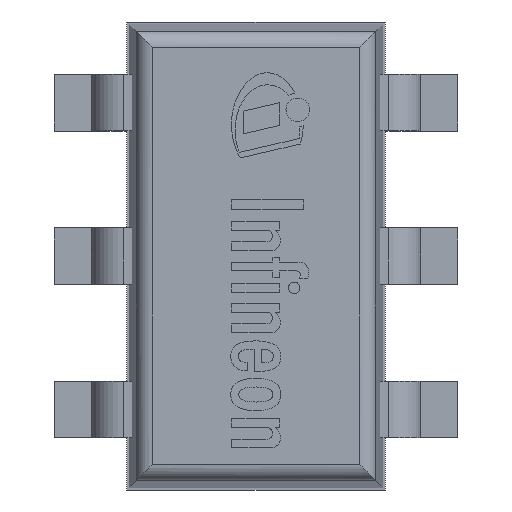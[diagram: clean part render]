
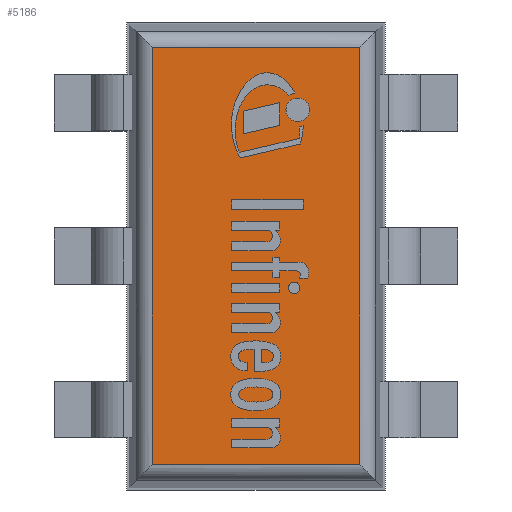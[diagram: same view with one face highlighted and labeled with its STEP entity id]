
A CAD part, top view. The second image highlights one B-rep face of the part: STEP entity #5186.
In plain terms, the highlighted planar face has unit normal (0, 0, 1).
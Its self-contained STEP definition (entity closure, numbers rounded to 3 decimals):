
#343=PLANE('',#5518);
#506=FACE_OUTER_BOUND('',#812,.T.);
#812=EDGE_LOOP('',(#3477,#3478,#3479,#3480));
#1129=LINE('',#7829,#1632);
#1131=LINE('',#7835,#1634);
#1132=LINE('',#7837,#1635);
#1133=LINE('',#7838,#1636);
#1632=VECTOR('',#6136,1.);
#1634=VECTOR('',#6142,1.);
#1635=VECTOR('',#6143,1.);
#1636=VECTOR('',#6144,1.);
#2143=VERTEX_POINT('',#7826);
#2144=VERTEX_POINT('',#7828);
#2146=VERTEX_POINT('',#7834);
#2147=VERTEX_POINT('',#7836);
#2674=EDGE_CURVE('',#2143,#2144,#1129,.T.);
#2677=EDGE_CURVE('',#2143,#2146,#1131,.T.);
#2678=EDGE_CURVE('',#2147,#2146,#1132,.T.);
#2679=EDGE_CURVE('',#2144,#2147,#1133,.T.);
#3477=ORIENTED_EDGE('',*,*,#2674,.F.);
#3478=ORIENTED_EDGE('',*,*,#2677,.T.);
#3479=ORIENTED_EDGE('',*,*,#2678,.F.);
#3480=ORIENTED_EDGE('',*,*,#2679,.F.);
#5186=ADVANCED_FACE('',(#506),#343,.T.);
#5518=AXIS2_PLACEMENT_3D('',#7833,#6140,#6141);
#6136=DIRECTION('',(1.,0.,0.));
#6140=DIRECTION('center_axis',(0.,0.,1.));
#6141=DIRECTION('ref_axis',(0.,-1.,0.));
#6142=DIRECTION('',(0.,-1.,0.));
#6143=DIRECTION('',(-1.,0.,0.));
#6144=DIRECTION('',(0.,-1.,0.));
#7826=CARTESIAN_POINT('',(-0.642,1.292,1.1));
#7828=CARTESIAN_POINT('',(0.642,1.292,1.1));
#7829=CARTESIAN_POINT('',(-0.763,1.292,1.1));
#7833=CARTESIAN_POINT('Origin',(-0.642,1.45,1.1));
#7834=CARTESIAN_POINT('',(-0.642,-1.292,1.1));
#7835=CARTESIAN_POINT('',(-0.642,1.45,1.1));
#7836=CARTESIAN_POINT('',(0.642,-1.292,1.1));
#7837=CARTESIAN_POINT('',(-0.763,-1.292,1.1));
#7838=CARTESIAN_POINT('',(0.642,1.45,1.1));
